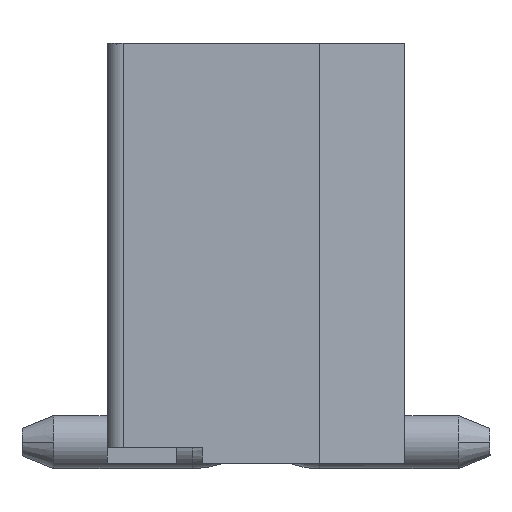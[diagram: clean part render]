
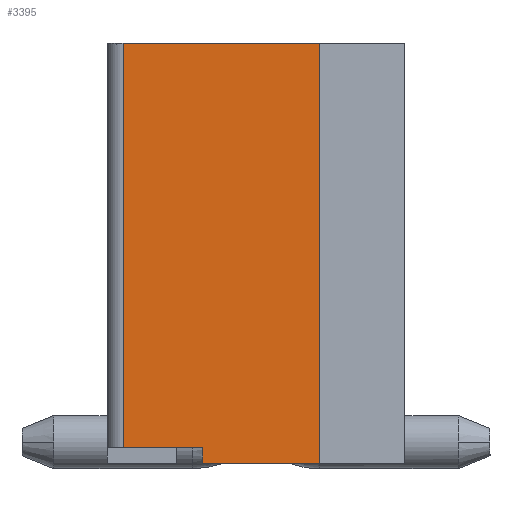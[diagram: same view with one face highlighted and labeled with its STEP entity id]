
A CAD part, left-side view. The second image highlights one B-rep face of the part: STEP entity #3395.
In plain terms, the highlighted face is planar.
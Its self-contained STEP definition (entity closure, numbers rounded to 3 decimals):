
#2895=CARTESIAN_POINT('',(-1.,1.25,5.725));
#2896=VERTEX_POINT('',#2895);
#2904=CARTESIAN_POINT('',(-1.,-0.6,5.725));
#2905=VERTEX_POINT('',#2904);
#2906=CARTESIAN_POINT('',(-1.,1.25,5.725));
#2907=DIRECTION('',(0.,-1.,0.));
#2908=VECTOR('',#2907,1.85);
#2909=LINE('',#2906,#2908);
#2910=EDGE_CURVE('',#2896,#2905,#2909,.T.);
#3336=CARTESIAN_POINT('',(-4.8,1.25,5.725));
#3337=VERTEX_POINT('',#3336);
#3345=CARTESIAN_POINT('',(-4.8,1.25,5.725));
#3346=DIRECTION('',(1.,0.,0.));
#3347=VECTOR('',#3346,3.8);
#3348=LINE('',#3345,#3347);
#3349=EDGE_CURVE('',#3337,#2896,#3348,.T.);
#3356=CARTESIAN_POINT('',(-3.,0.325,5.725));
#3357=DIRECTION('',(0.,1.,0.));
#3358=DIRECTION('',(0.,-0.,1.));
#3359=AXIS2_PLACEMENT_3D('',#3356,#3358,#3357);
#3360=PLANE('',#3359);
#3361=CARTESIAN_POINT('',(-4.8,0.5,5.725));
#3362=VERTEX_POINT('',#3361);
#3363=CARTESIAN_POINT('',(-4.8,1.25,5.725));
#3364=DIRECTION('',(0.,-1.,0.));
#3365=VECTOR('',#3364,0.75);
#3366=LINE('',#3363,#3365);
#3367=EDGE_CURVE('',#3337,#3362,#3366,.T.);
#3368=ORIENTED_EDGE('E306',*,*,#3367,.T.);
#3369=CARTESIAN_POINT('',(-4.95,0.5,5.725));
#3370=VERTEX_POINT('',#3369);
#3371=CARTESIAN_POINT('',(-4.8,0.5,5.725));
#3372=DIRECTION('',(-1.,0.,0.));
#3373=VECTOR('',#3372,0.15);
#3374=LINE('',#3371,#3373);
#3375=EDGE_CURVE('',#3362,#3370,#3374,.T.);
#3376=ORIENTED_EDGE('E307',*,*,#3375,.T.);
#3377=CARTESIAN_POINT('',(-4.95,-0.6,5.725));
#3378=VERTEX_POINT('',#3377);
#3379=CARTESIAN_POINT('',(-4.95,0.5,5.725));
#3380=DIRECTION('',(0.,-1.,0.));
#3381=VECTOR('',#3380,1.1);
#3382=LINE('',#3379,#3381);
#3383=EDGE_CURVE('',#3370,#3378,#3382,.T.);
#3384=ORIENTED_EDGE('E308',*,*,#3383,.T.);
#3385=CARTESIAN_POINT('',(-4.95,-0.6,5.725));
#3386=DIRECTION('',(1.,0.,0.));
#3387=VECTOR('',#3386,3.95);
#3388=LINE('',#3385,#3387);
#3389=EDGE_CURVE('',#3378,#2905,#3388,.T.);
#3390=ORIENTED_EDGE('E309',*,*,#3389,.T.);
#3391=ORIENTED_EDGE('E309',*,*,#2910,.F.);
#3392=ORIENTED_EDGE('E309',*,*,#3349,.F.);
#3393=EDGE_LOOP('',(#3368,#3376,#3384,#3390,#3391,#3392));
#3394=FACE_OUTER_BOUND('',#3393,.T.);
#3395=ADVANCED_FACE('F100',(#3394),#3360,.T.);
